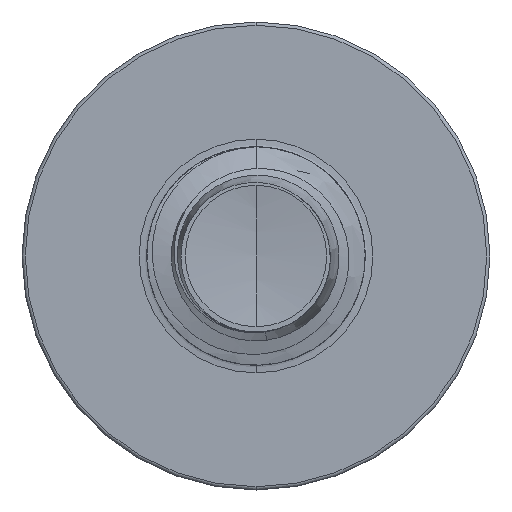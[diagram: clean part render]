
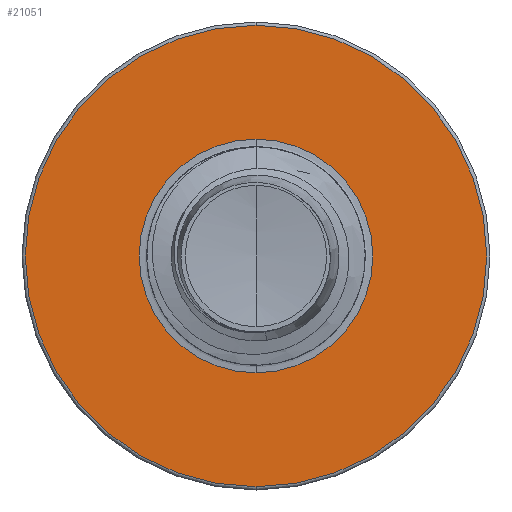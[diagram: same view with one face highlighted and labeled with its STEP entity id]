
A CAD part, front view. The second image highlights one B-rep face of the part: STEP entity #21051.
In plain terms, the highlighted planar face has unit normal (0, -1, 0).
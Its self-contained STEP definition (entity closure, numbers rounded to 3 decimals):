
#46 = DIRECTION ( 'NONE',  ( 0., 0., 1. ) ) ;
#1249 = EDGE_CURVE ( 'NONE', #11660, #29632, #14760, .T. ) ;
#1558 = ORIENTED_EDGE ( 'NONE', *, *, #30304, .T. ) ;
#1625 = DIRECTION ( 'NONE',  ( 0., 0., 1. ) ) ;
#1749 = DIRECTION ( 'NONE',  ( 0., 1., 0. ) ) ;
#1755 = FACE_OUTER_BOUND ( 'NONE', #22639, .T. ) ;
#2239 = AXIS2_PLACEMENT_3D ( 'NONE', #6440, #20850, #3569 ) ;
#2771 = FACE_BOUND ( 'NONE', #25384, .T. ) ;
#2918 = CARTESIAN_POINT ( 'NONE',  ( 0., 12.5, 3.698 ) ) ;
#3309 = CARTESIAN_POINT ( 'NONE',  ( 0., 12.5, 0. ) ) ;
#3440 = ORIENTED_EDGE ( 'NONE', *, *, #18603, .F. ) ;
#3569 = DIRECTION ( 'NONE',  ( 0., 0., 1. ) ) ;
#4194 = CARTESIAN_POINT ( 'NONE',  ( 0., 12.5, 0. ) ) ;
#4535 = AXIS2_PLACEMENT_3D ( 'NONE', #24475, #24438, #24398 ) ;
#5719 = ORIENTED_EDGE ( 'NONE', *, *, #14034, .T. ) ;
#6014 = CARTESIAN_POINT ( 'NONE',  ( 0., 12.5, -1.872 ) ) ;
#6440 = CARTESIAN_POINT ( 'NONE',  ( 0., 12.5, -1.872 ) ) ;
#6468 = DIRECTION ( 'NONE',  ( 0., 0., 1. ) ) ;
#6697 = AXIS2_PLACEMENT_3D ( 'NONE', #33048, #17899, #46 ) ;
#10590 = VERTEX_POINT ( 'NONE', #6014 ) ;
#11028 = CIRCLE ( 'NONE', #14366, 1.872 ) ;
#11660 = VERTEX_POINT ( 'NONE', #2918 ) ;
#14034 = EDGE_CURVE ( 'NONE', #10590, #28890, #11028, .T. ) ;
#14366 = AXIS2_PLACEMENT_3D ( 'NONE', #4194, #1749, #1625 ) ;
#14760 = CIRCLE ( 'NONE', #4535, 3.698 ) ;
#17896 = CARTESIAN_POINT ( 'NONE',  ( 0., 12.5, 1.872 ) ) ;
#17899 = DIRECTION ( 'NONE',  ( 0., 1., 0. ) ) ;
#18186 = PLANE ( 'NONE',  #2239 ) ;
#18603 = EDGE_CURVE ( 'NONE', #29632, #11660, #26438, .T. ) ;
#20850 = DIRECTION ( 'NONE',  ( 0., 1., 0. ) ) ;
#21051 = ADVANCED_FACE ( 'NONE', ( #1755, #2771 ), #18186, .F. ) ;
#22299 = AXIS2_PLACEMENT_3D ( 'NONE', #3309, #23215, #6468 ) ;
#22639 = EDGE_LOOP ( 'NONE', ( #28061, #3440 ) ) ;
#23215 = DIRECTION ( 'NONE',  ( 0., 1., 0. ) ) ;
#24398 = DIRECTION ( 'NONE',  ( 0., 0., 1. ) ) ;
#24438 = DIRECTION ( 'NONE',  ( 0., 1., 0. ) ) ;
#24475 = CARTESIAN_POINT ( 'NONE',  ( 0., 12.5, 0. ) ) ;
#25384 = EDGE_LOOP ( 'NONE', ( #1558, #5719 ) ) ;
#26438 = CIRCLE ( 'NONE', #6697, 3.698 ) ;
#26728 = CIRCLE ( 'NONE', #22299, 1.872 ) ;
#28061 = ORIENTED_EDGE ( 'NONE', *, *, #1249, .F. ) ;
#28890 = VERTEX_POINT ( 'NONE', #17896 ) ;
#29632 = VERTEX_POINT ( 'NONE', #31942 ) ;
#30304 = EDGE_CURVE ( 'NONE', #28890, #10590, #26728, .T. ) ;
#31942 = CARTESIAN_POINT ( 'NONE',  ( 0., 12.5, -3.697 ) ) ;
#33048 = CARTESIAN_POINT ( 'NONE',  ( 0., 12.5, 0. ) ) ;
